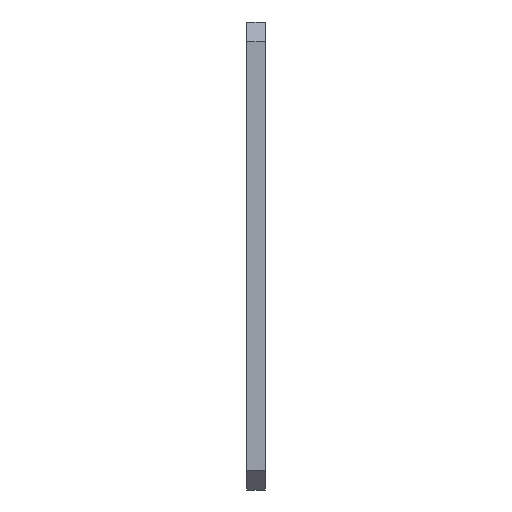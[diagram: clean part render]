
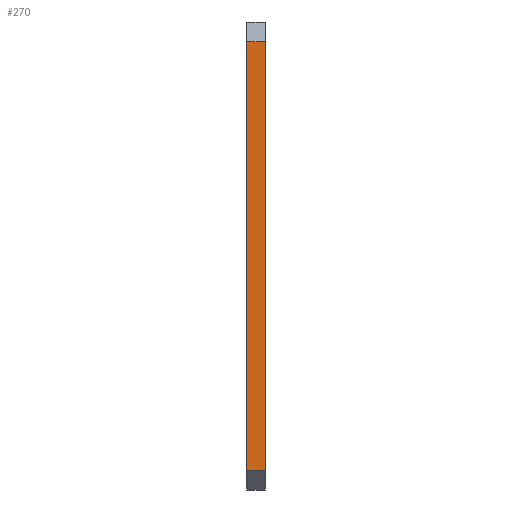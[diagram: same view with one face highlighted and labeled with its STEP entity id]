
A CAD part, left-side view. The second image highlights one B-rep face of the part: STEP entity #270.
In plain terms, the highlighted planar face has unit normal (-1, 0, 0).
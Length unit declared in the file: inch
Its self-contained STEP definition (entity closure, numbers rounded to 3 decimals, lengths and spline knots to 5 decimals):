
#53 = EDGE_CURVE ( 'NONE', #211, #578, #605, .T. ) ;
#54 = DIRECTION ( 'NONE',  ( 0., 0., 1. ) ) ;
#79 = AXIS2_PLACEMENT_3D ( 'NONE', #444, #696, #191 ) ;
#99 = CARTESIAN_POINT ( 'NONE',  ( -2.5, 0., 2.375 ) ) ;
#118 = VECTOR ( 'NONE', #522, 39.37008 ) ;
#161 = VECTOR ( 'NONE', #555, 39.37008 ) ;
#191 = DIRECTION ( 'NONE',  ( 0., 0., -1. ) ) ;
#211 = VERTEX_POINT ( 'NONE', #99 ) ;
#241 = CARTESIAN_POINT ( 'NONE',  ( -2.5, 0.11811, -0.375 ) ) ;
#269 = PLANE ( 'NONE',  #79 ) ;
#270 = ADVANCED_FACE ( 'NONE', ( #441 ), #269, .F. ) ;
#296 = CARTESIAN_POINT ( 'NONE',  ( -2.5, 0., -0.375 ) ) ;
#318 = ORIENTED_EDGE ( 'NONE', *, *, #335, .T. ) ;
#335 = EDGE_CURVE ( 'NONE', #974, #211, #387, .T. ) ;
#387 = LINE ( 'NONE', #519, #118 ) ;
#423 = ORIENTED_EDGE ( 'NONE', *, *, #570, .T. ) ;
#437 = ORIENTED_EDGE ( 'NONE', *, *, #53, .T. ) ;
#441 = FACE_OUTER_BOUND ( 'NONE', #920, .T. ) ;
#444 = CARTESIAN_POINT ( 'NONE',  ( -2.5, 0.11811, -0.5 ) ) ;
#460 = VECTOR ( 'NONE', #54, 39.37008 ) ;
#468 = CARTESIAN_POINT ( 'NONE',  ( -2.5, 0.11811, -0.5 ) ) ;
#496 = CARTESIAN_POINT ( 'NONE',  ( -2.5, 0.11811, -0.375 ) ) ;
#498 = CARTESIAN_POINT ( 'NONE',  ( -2.5, 0.11811, 2.375 ) ) ;
#519 = CARTESIAN_POINT ( 'NONE',  ( -2.5, 0., -0.5 ) ) ;
#522 = DIRECTION ( 'NONE',  ( 0., 0., 1. ) ) ;
#555 = DIRECTION ( 'NONE',  ( 0., 1., 0. ) ) ;
#557 = VERTEX_POINT ( 'NONE', #496 ) ;
#566 = VECTOR ( 'NONE', #577, 39.37008 ) ;
#570 = EDGE_CURVE ( 'NONE', #557, #974, #794, .T. ) ;
#577 = DIRECTION ( 'NONE',  ( 0., -1., 0. ) ) ;
#578 = VERTEX_POINT ( 'NONE', #498 ) ;
#605 = LINE ( 'NONE', #1074, #161 ) ;
#651 = ORIENTED_EDGE ( 'NONE', *, *, #998, .F. ) ;
#654 = LINE ( 'NONE', #468, #460 ) ;
#696 = DIRECTION ( 'NONE',  ( 1., 0., 0. ) ) ;
#794 = LINE ( 'NONE', #241, #566 ) ;
#920 = EDGE_LOOP ( 'NONE', ( #318, #437, #651, #423 ) ) ;
#974 = VERTEX_POINT ( 'NONE', #296 ) ;
#998 = EDGE_CURVE ( 'NONE', #557, #578, #654, .T. ) ;
#1074 = CARTESIAN_POINT ( 'NONE',  ( -2.5, 0.11811, 2.375 ) ) ;
